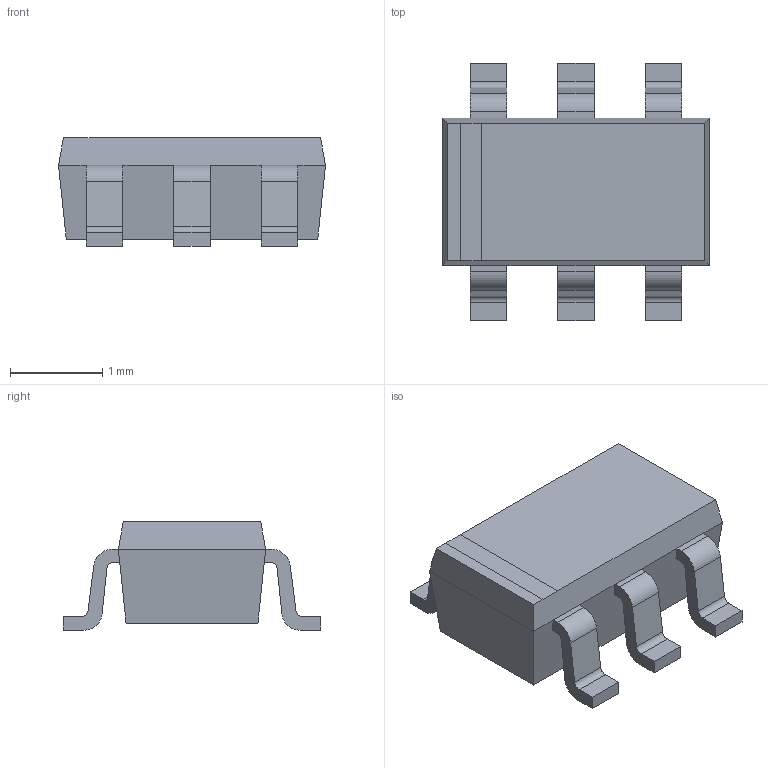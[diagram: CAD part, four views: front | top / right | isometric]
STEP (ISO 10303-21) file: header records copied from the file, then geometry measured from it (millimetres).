
FILE_DESCRIPTION(/* description */ ('Unknown'),/* implementation_level */ '2;1');
FILE_NAME(/* name */ 'FDC6318P',/* time_stamp */ '2024-02-07T13:32:56+02:00',/* author */ ('Unknown'),/* organization */ ('Unknown'),/* preprocessor_version */ 'ST-DEVELOPER v18.102',/* originating_system */ 'Solid Edge',/* authorisation */ 'Unknown');
FILE_SCHEMA (('AUTOMOTIVE_DESIGN {1 0 10303 214 3 1 1}'));
Length unit declared in the file: millimetre
Products named in the file (1): FDC6318P
Bounding box: 2.9 x 2.8 x 1.18 mm (x, y, z)
Volume: 5.2 mm3; surface area: 25.5 mm2
Topology: 1 solids, 1 shells, 90 faces, 248 edges, 160 vertices
Faces by surface type: plane 66, cylinder 24
Entity records: 3487 total; most frequent: CARTESIAN_POINT 499, ORIENTED_EDGE 496, DIRECTION 478, EDGE_CURVE 248, LINE 200, VECTOR 200, VERTEX_POINT 160, AXIS2_PLACEMENT_3D 139
